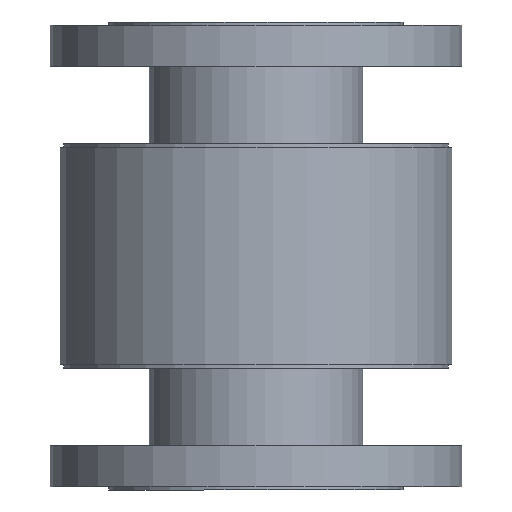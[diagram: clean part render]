
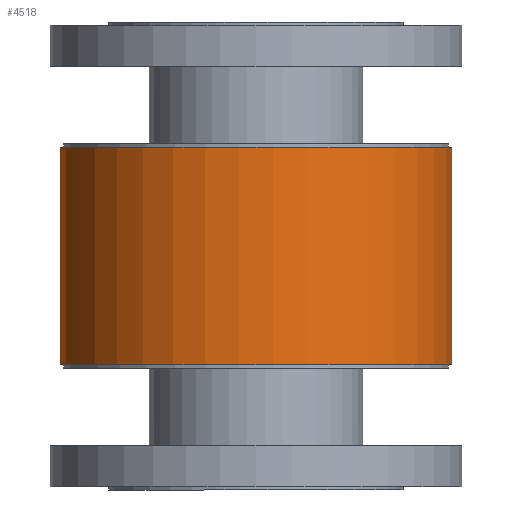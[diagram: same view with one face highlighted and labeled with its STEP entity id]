
A CAD part, front view. The second image highlights one B-rep face of the part: STEP entity #4518.
In plain terms, the highlighted cylindrical face has radius 105 mm (diameter 210 mm), a partial arc.
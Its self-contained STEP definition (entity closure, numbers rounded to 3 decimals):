
#244=LINE('',#7101,#471);
#245=LINE('',#7104,#472);
#471=VECTOR('',#5632,10.);
#472=VECTOR('',#5635,10.);
#690=CYLINDRICAL_SURFACE('',#4887,105.);
#919=FACE_OUTER_BOUND('',#1244,.T.);
#1244=EDGE_LOOP('',(#3070,#3071,#3072,#3073));
#1576=CIRCLE('',#4886,105.);
#1577=CIRCLE('',#4888,105.);
#1875=VERTEX_POINT('',#7095);
#1876=VERTEX_POINT('',#7096);
#1877=VERTEX_POINT('',#7100);
#1878=VERTEX_POINT('',#7102);
#2321=EDGE_CURVE('',#1876,#1875,#1576,.T.);
#2322=EDGE_CURVE('',#1877,#1876,#244,.T.);
#2323=EDGE_CURVE('',#1878,#1877,#1577,.T.);
#2324=EDGE_CURVE('',#1875,#1878,#245,.T.);
#3070=ORIENTED_EDGE('',*,*,#2322,.F.);
#3071=ORIENTED_EDGE('',*,*,#2323,.F.);
#3072=ORIENTED_EDGE('',*,*,#2324,.F.);
#3073=ORIENTED_EDGE('',*,*,#2321,.F.);
#4518=ADVANCED_FACE('',(#919),#690,.T.);
#4886=AXIS2_PLACEMENT_3D('',#7098,#5628,#5629);
#4887=AXIS2_PLACEMENT_3D('',#7099,#5630,#5631);
#4888=AXIS2_PLACEMENT_3D('',#7103,#5633,#5634);
#5628=DIRECTION('center_axis',(0.,0.,-1.));
#5629=DIRECTION('ref_axis',(-0.574,0.819,0.));
#5630=DIRECTION('center_axis',(0.,0.,1.));
#5631=DIRECTION('ref_axis',(0.,-1.,0.));
#5632=DIRECTION('',(0.,0.,-1.));
#5633=DIRECTION('center_axis',(0.,0.,1.));
#5634=DIRECTION('ref_axis',(-0.574,0.819,0.));
#5635=DIRECTION('',(0.,0.,1.));
#7095=CARTESIAN_POINT('',(-78.204,89.971,-58.));
#7096=CARTESIAN_POINT('',(42.278,89.971,-58.));
#7098=CARTESIAN_POINT('Origin',(-17.963,3.971,-58.));
#7099=CARTESIAN_POINT('Origin',(-17.963,3.971,0.));
#7100=CARTESIAN_POINT('',(42.278,89.971,58.));
#7101=CARTESIAN_POINT('',(42.278,89.971,0.));
#7102=CARTESIAN_POINT('',(-78.204,89.971,58.));
#7103=CARTESIAN_POINT('Origin',(-17.963,3.971,58.));
#7104=CARTESIAN_POINT('',(-78.204,89.971,0.));
